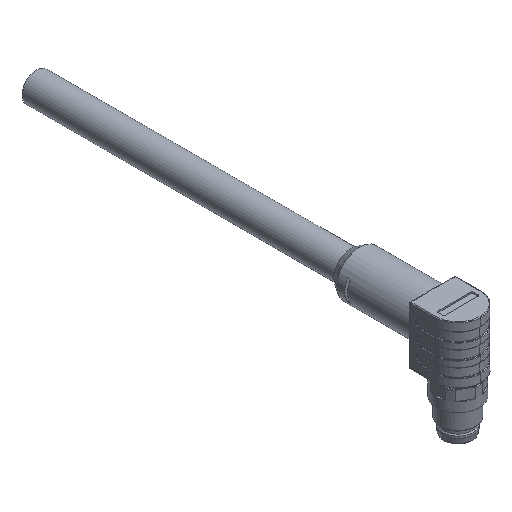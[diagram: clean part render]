
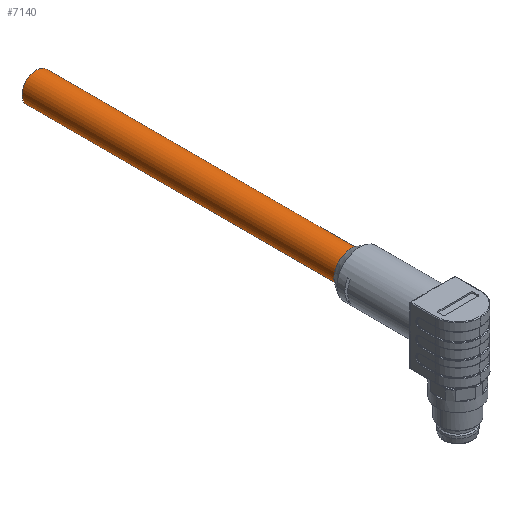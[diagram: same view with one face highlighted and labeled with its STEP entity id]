
A CAD part, isometric view. The second image highlights one B-rep face of the part: STEP entity #7140.
In plain terms, the highlighted cylindrical face has radius 3.25 mm (diameter 6.5 mm), a partial arc.
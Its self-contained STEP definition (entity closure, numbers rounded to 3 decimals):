
#7013=AXIS2_PLACEMENT_3D('Circle Axis2P3D',#7011,#7012,$) ;
#7036=AXIS2_PLACEMENT_3D('Circle Axis2P3D',#7034,#7035,$) ;
#7102=AXIS2_PLACEMENT_3D('Cylinder Axis2P3D',#7099,#7100,#7101) ;
#7113=AXIS2_PLACEMENT_3D('Circle Axis2P3D',#7111,#7112,$) ;
#7011=CARTESIAN_POINT('Axis2P3D Location',(5.15,29.3,20.05)) ;
#7015=CARTESIAN_POINT('Vertex',(1.9,29.3,20.05)) ;
#7017=CARTESIAN_POINT('Vertex',(2.852,29.3,17.752)) ;
#7031=CARTESIAN_POINT('Vertex',(7.448,29.3,22.348)) ;
#7034=CARTESIAN_POINT('Axis2P3D Location',(5.15,29.3,20.05)) ;
#7099=CARTESIAN_POINT('Axis2P3D Location',(5.15,79.774,20.05)) ;
#7104=CARTESIAN_POINT('Line Origine',(7.448,79.774,22.348)) ;
#7108=CARTESIAN_POINT('Vertex',(7.448,100.298,22.348)) ;
#7111=CARTESIAN_POINT('Axis2P3D Location',(5.15,100.298,20.05)) ;
#7115=CARTESIAN_POINT('Vertex',(1.9,100.298,20.05)) ;
#7119=CARTESIAN_POINT('Control Point',(1.9,100.298,20.05)) ;
#7120=CARTESIAN_POINT('Control Point',(1.9,100.298,19.412)) ;
#7121=CARTESIAN_POINT('Control Point',(2.067,100.298,18.773)) ;
#7122=CARTESIAN_POINT('Control Point',(2.401,100.298,18.203)) ;
#7123=CARTESIAN_POINT('Control Point',(2.852,100.298,17.752)) ;
#7124=CARTESIAN_POINT('Vertex',(2.852,100.298,17.752)) ;
#7127=CARTESIAN_POINT('Line Origine',(2.852,79.774,17.752)) ;
#7012=DIRECTION('Axis2P3D Direction',(0.,-1.,0.)) ;
#7035=DIRECTION('Axis2P3D Direction',(0.,-1.,0.)) ;
#7100=DIRECTION('Axis2P3D Direction',(0.,-1.,0.)) ;
#7101=DIRECTION('Axis2P3D XDirection',(0.707,0.,0.707)) ;
#7105=DIRECTION('Vector Direction',(0.,-1.,0.)) ;
#7112=DIRECTION('Axis2P3D Direction',(0.,-1.,0.)) ;
#7128=DIRECTION('Vector Direction',(0.,-1.,0.)) ;
#7106=VECTOR('Line Direction',#7105,1.) ;
#7129=VECTOR('Line Direction',#7128,1.) ;
#7133=ORIENTED_EDGE('',*,*,#7110,.T.) ;
#7134=ORIENTED_EDGE('',*,*,#7117,.T.) ;
#7135=ORIENTED_EDGE('',*,*,#7126,.T.) ;
#7136=ORIENTED_EDGE('',*,*,#7131,.T.) ;
#7137=ORIENTED_EDGE('',*,*,#7019,.F.) ;
#7138=ORIENTED_EDGE('',*,*,#7038,.F.) ;
#7140=ADVANCED_FACE('Hauptkoerper',(#7139),#7103,.T.) ;
#7118=B_SPLINE_CURVE_WITH_KNOTS('',4,(#7119,#7120,#7121,#7122,#7123),.UNSPECIFIED.,.F.,.U.,(5,5),(-1.276,1.276),.UNSPECIFIED.) ;
#7014=CIRCLE('generated circle',#7013,3.25) ;
#7037=CIRCLE('generated circle',#7036,3.25) ;
#7114=CIRCLE('generated circle',#7113,3.25) ;
#7103=CYLINDRICAL_SURFACE('generated cylinder',#7102,3.25) ;
#7019=EDGE_CURVE('',#7016,#7018,#7014,.T.) ;
#7038=EDGE_CURVE('',#7032,#7016,#7037,.T.) ;
#7110=EDGE_CURVE('',#7032,#7109,#7107,.F.) ;
#7117=EDGE_CURVE('',#7109,#7116,#7114,.T.) ;
#7126=EDGE_CURVE('',#7116,#7125,#7118,.T.) ;
#7131=EDGE_CURVE('',#7125,#7018,#7130,.T.) ;
#7132=EDGE_LOOP('',(#7133,#7134,#7135,#7136,#7137,#7138)) ;
#7139=FACE_OUTER_BOUND('',#7132,.T.) ;
#7107=LINE('Line',#7104,#7106) ;
#7130=LINE('Line',#7127,#7129) ;
#7016=VERTEX_POINT('',#7015) ;
#7018=VERTEX_POINT('',#7017) ;
#7032=VERTEX_POINT('',#7031) ;
#7109=VERTEX_POINT('',#7108) ;
#7116=VERTEX_POINT('',#7115) ;
#7125=VERTEX_POINT('',#7124) ;
